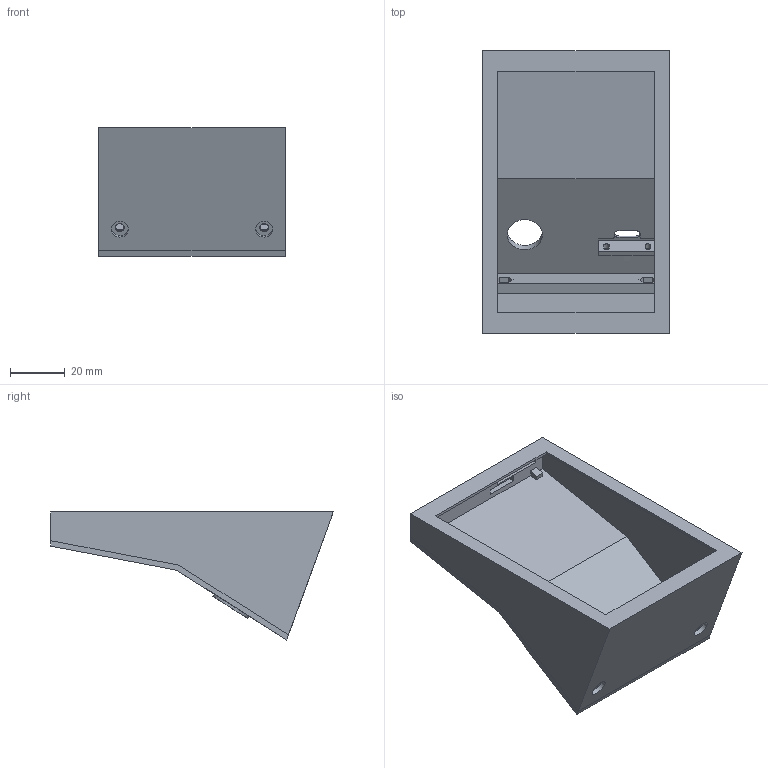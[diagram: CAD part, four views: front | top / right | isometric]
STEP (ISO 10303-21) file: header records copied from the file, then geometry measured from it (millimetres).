
FILE_DESCRIPTION(/* description */ (''),/* implementation_level */ '2;1');
FILE_NAME(/* name */ 'obudowa.step',/* time_stamp */ '2024-08-08T16:01:28+02:00',/* author */ (''),/* organization */ (''),/* preprocessor_version */ 'ST-DEVELOPER v20',/* originating_system */ 'Autodesk Translation Framework v13.14.0.145',/* authorisation */ '');
FILE_SCHEMA (('AUTOMOTIVE_DESIGN { 1 0 10303 214 3 1 1 }'));
Length unit declared in the file: millimetre
Products named in the file (2): Configuration 1; obudowa
Assembly tree (1 placements, depth 2):
  Configuration 1
    obudowa
Bounding box: 68.5 x 103.5 x 46.91 mm (x, y, z)
Volume: 39852.6 mm3; surface area: 36116.7 mm2
Topology: 2 solids, 2 shells, 115 faces, 299 edges, 198 vertices
Faces by surface type: plane 99, cylinder 16
Full cylindrical faces by diameter (mm): 3.2 x4, 6.2 x2, 13 x1, 15 x1
Entity records: 3567 total; most frequent: CARTESIAN_POINT 615, ORIENTED_EDGE 598, DIRECTION 569, EDGE_CURVE 299, LINE 265, VECTOR 265, VERTEX_POINT 198, AXIS2_PLACEMENT_3D 152
